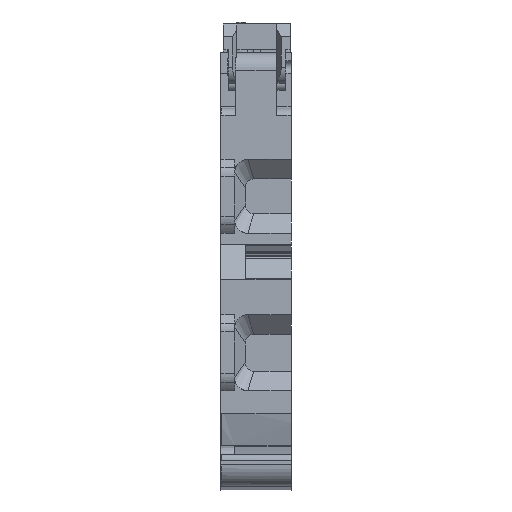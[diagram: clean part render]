
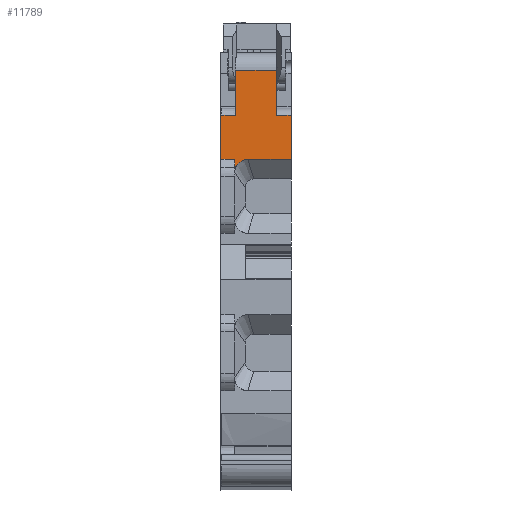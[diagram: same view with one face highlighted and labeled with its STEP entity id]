
A CAD part, front view. The second image highlights one B-rep face of the part: STEP entity #11789.
In plain terms, the highlighted planar face has unit normal (0, -1, 0).
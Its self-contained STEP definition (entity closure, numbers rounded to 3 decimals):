
#7999=AXIS2_PLACEMENT_3D('Circle Axis2P3D',#7997,#7998,$) ;
#10339=AXIS2_PLACEMENT_3D('Plane Axis2P3D',#10336,#10337,#10338) ;
#785=CARTESIAN_POINT('Vertex',(8.116,13.778,43.14)) ;
#788=CARTESIAN_POINT('Line Origine',(8.116,13.778,40.608)) ;
#792=CARTESIAN_POINT('Vertex',(8.116,13.778,38.076)) ;
#3468=CARTESIAN_POINT('Vertex',(0.,13.778,38.076)) ;
#3471=CARTESIAN_POINT('Line Origine',(0.,13.778,40.608)) ;
#3475=CARTESIAN_POINT('Vertex',(0.,13.778,43.14)) ;
#3957=CARTESIAN_POINT('Line Origine',(1.716,13.778,45.743)) ;
#3961=CARTESIAN_POINT('Vertex',(1.716,13.778,48.347)) ;
#3963=CARTESIAN_POINT('Vertex',(1.716,13.778,43.14)) ;
#7997=CARTESIAN_POINT('Axis2P3D Location',(3.106,13.778,36.573)) ;
#8001=CARTESIAN_POINT('Vertex',(3.106,13.778,38.076)) ;
#8003=CARTESIAN_POINT('Vertex',(1.603,13.778,36.573)) ;
#8036=CARTESIAN_POINT('Vertex',(1.603,13.778,38.076)) ;
#8039=CARTESIAN_POINT('Line Origine',(0.,13.778,38.076)) ;
#8056=CARTESIAN_POINT('Line Origine',(1.603,13.778,37.325)) ;
#8084=CARTESIAN_POINT('Line Origine',(0.,13.778,43.14)) ;
#8134=CARTESIAN_POINT('Line Origine',(4.058,13.778,48.347)) ;
#8138=CARTESIAN_POINT('Vertex',(6.4,13.778,48.347)) ;
#8312=CARTESIAN_POINT('Line Origine',(6.4,13.778,45.743)) ;
#8316=CARTESIAN_POINT('Vertex',(6.4,13.778,43.14)) ;
#9814=CARTESIAN_POINT('Line Origine',(5.611,13.777,38.076)) ;
#10336=CARTESIAN_POINT('Axis2P3D Location',(0.,13.778,28.307)) ;
#11771=CARTESIAN_POINT('Line Origine',(7.258,13.778,43.14)) ;
#789=DIRECTION('Vector Direction',(0.,0.,1.)) ;
#3472=DIRECTION('Vector Direction',(0.,0.,-1.)) ;
#3958=DIRECTION('Vector Direction',(0.,0.,1.)) ;
#7998=DIRECTION('Axis2P3D Direction',(0.,-1.,0.)) ;
#8040=DIRECTION('Vector Direction',(1.,0.,0.)) ;
#8057=DIRECTION('Vector Direction',(0.,0.,-1.)) ;
#8085=DIRECTION('Vector Direction',(1.,0.,0.)) ;
#8135=DIRECTION('Vector Direction',(1.,0.,0.)) ;
#8313=DIRECTION('Vector Direction',(0.,0.,-1.)) ;
#9815=DIRECTION('Vector Direction',(-1.,0.,0.)) ;
#10337=DIRECTION('Axis2P3D Direction',(0.,1.,0.)) ;
#10338=DIRECTION('Axis2P3D XDirection',(0.,0.,1.)) ;
#11772=DIRECTION('Vector Direction',(-1.,0.,0.)) ;
#790=VECTOR('Line Direction',#789,1.) ;
#3473=VECTOR('Line Direction',#3472,1.) ;
#3959=VECTOR('Line Direction',#3958,1.) ;
#8041=VECTOR('Line Direction',#8040,1.) ;
#8058=VECTOR('Line Direction',#8057,1.) ;
#8086=VECTOR('Line Direction',#8085,1.) ;
#8136=VECTOR('Line Direction',#8135,1.) ;
#8314=VECTOR('Line Direction',#8313,1.) ;
#9816=VECTOR('Line Direction',#9815,1.) ;
#11773=VECTOR('Line Direction',#11772,1.) ;
#11777=ORIENTED_EDGE('',*,*,#8088,.F.) ;
#11778=ORIENTED_EDGE('',*,*,#3477,.F.) ;
#11779=ORIENTED_EDGE('',*,*,#8043,.T.) ;
#11780=ORIENTED_EDGE('',*,*,#8060,.F.) ;
#11781=ORIENTED_EDGE('',*,*,#8005,.F.) ;
#11782=ORIENTED_EDGE('',*,*,#9818,.F.) ;
#11783=ORIENTED_EDGE('',*,*,#794,.F.) ;
#11784=ORIENTED_EDGE('',*,*,#11775,.T.) ;
#11785=ORIENTED_EDGE('',*,*,#8318,.F.) ;
#11786=ORIENTED_EDGE('',*,*,#8140,.F.) ;
#11787=ORIENTED_EDGE('',*,*,#3965,.T.) ;
#11789=ADVANCED_FACE('KLTR KDKS1/EN4 V0.1\\Koerper.2',(#11788),#10340,.F.) ;
#8000=CIRCLE('generated circle',#7999,1.503) ;
#794=EDGE_CURVE('',#786,#793,#791,.F.) ;
#3477=EDGE_CURVE('',#3469,#3476,#3474,.F.) ;
#3965=EDGE_CURVE('',#3962,#3964,#3960,.F.) ;
#8005=EDGE_CURVE('',#8002,#8004,#8000,.T.) ;
#8043=EDGE_CURVE('',#3469,#8037,#8042,.T.) ;
#8060=EDGE_CURVE('',#8004,#8037,#8059,.F.) ;
#8088=EDGE_CURVE('',#3476,#3964,#8087,.T.) ;
#8140=EDGE_CURVE('',#3962,#8139,#8137,.T.) ;
#8318=EDGE_CURVE('',#8139,#8317,#8315,.T.) ;
#9818=EDGE_CURVE('',#793,#8002,#9817,.T.) ;
#11775=EDGE_CURVE('',#786,#8317,#11774,.T.) ;
#11776=EDGE_LOOP('',(#11777,#11778,#11779,#11780,#11781,#11782,#11783,#11784,#11785,#11786,#11787)) ;
#11788=FACE_OUTER_BOUND('',#11776,.T.) ;
#791=LINE('Line',#788,#790) ;
#3474=LINE('Line',#3471,#3473) ;
#3960=LINE('Line',#3957,#3959) ;
#8042=LINE('Line',#8039,#8041) ;
#8059=LINE('Line',#8056,#8058) ;
#8087=LINE('Line',#8084,#8086) ;
#8137=LINE('Line',#8134,#8136) ;
#8315=LINE('Line',#8312,#8314) ;
#9817=LINE('Line',#9814,#9816) ;
#11774=LINE('Line',#11771,#11773) ;
#10340=PLANE('',#10339) ;
#786=VERTEX_POINT('',#785) ;
#793=VERTEX_POINT('',#792) ;
#3469=VERTEX_POINT('',#3468) ;
#3476=VERTEX_POINT('',#3475) ;
#3962=VERTEX_POINT('',#3961) ;
#3964=VERTEX_POINT('',#3963) ;
#8002=VERTEX_POINT('',#8001) ;
#8004=VERTEX_POINT('',#8003) ;
#8037=VERTEX_POINT('',#8036) ;
#8139=VERTEX_POINT('',#8138) ;
#8317=VERTEX_POINT('',#8316) ;
